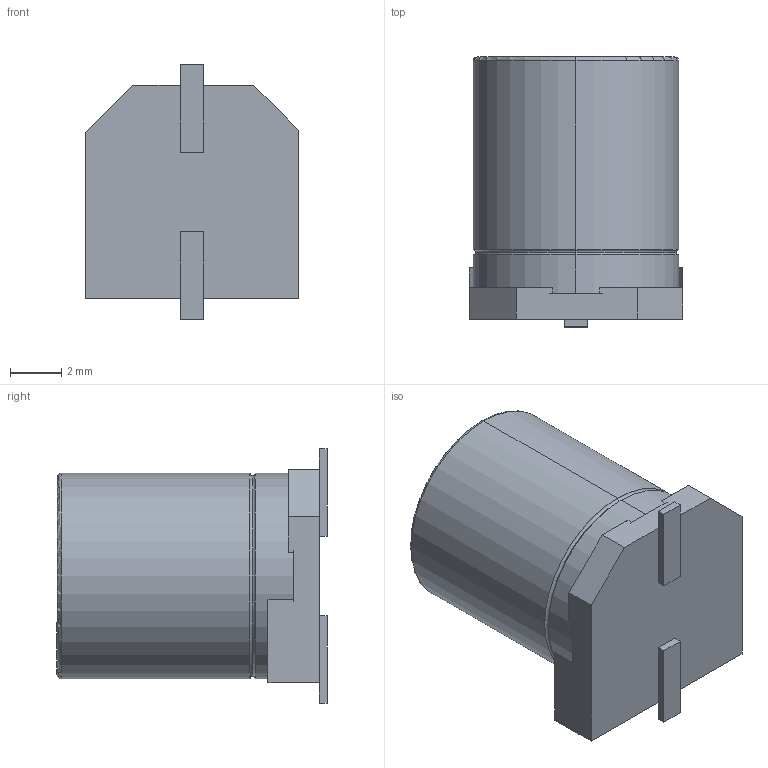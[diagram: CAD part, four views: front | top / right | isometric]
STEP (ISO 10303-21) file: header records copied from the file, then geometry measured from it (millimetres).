
FILE_DESCRIPTION (( 'STEP AP214' ), '1' );
FILE_NAME ('CAP electrolitico SMD code F.STEP', '2020-08-21T11:58:38', ( '' ), ( '' ), 'SwSTEP 2.0', 'SolidWorks 2018', '' );
FILE_SCHEMA (( 'AUTOMOTIVE_DESIGN' ));
Length unit declared in the file: millimetre
Products named in the file (1): CAP electrolitico SMD code F
Bounding box: 8.3 x 10.51 x 9.9 mm (x, y, z)
Volume: 536.5 mm3; surface area: 430 mm2
Topology: 1 solids, 1 shells, 43 faces, 105 edges, 65 vertices
Faces by surface type: plane 27, cylinder 10, torus 6
Entity records: 1536 total; most frequent: DIRECTION 223, CARTESIAN_POINT 214, ORIENTED_EDGE 210, EDGE_CURVE 105, LINE 75, VECTOR 75, AXIS2_PLACEMENT_3D 74, VERTEX_POINT 65
